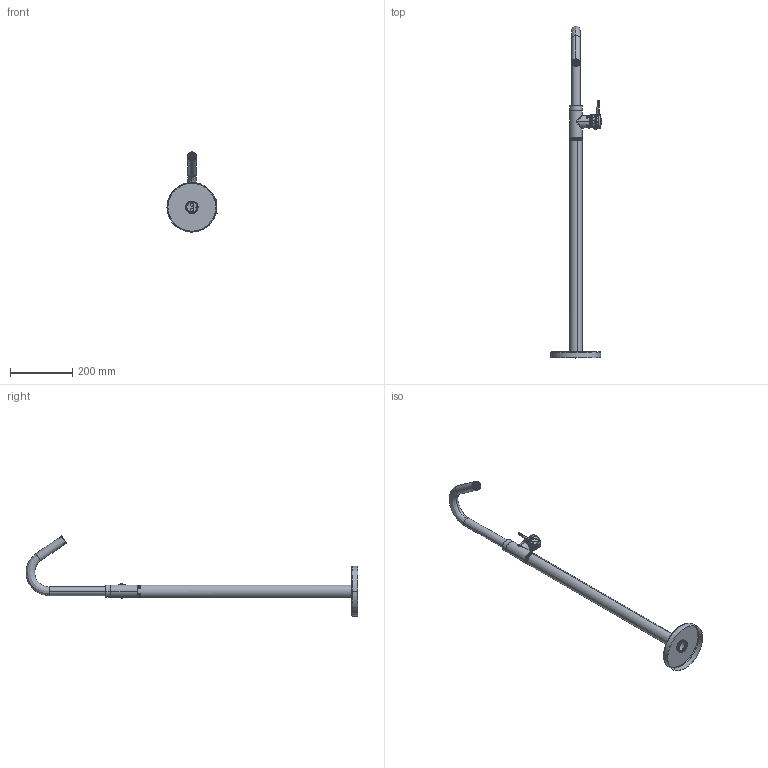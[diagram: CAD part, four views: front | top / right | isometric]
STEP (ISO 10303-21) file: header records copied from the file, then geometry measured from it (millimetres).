
FILE_DESCRIPTION (( 'STEP AP203' ), '1' );
FILE_NAME ('59A307694.STEP', '2025-11-05T09:54:46', ( '' ), ( '' ), 'SwSTEP 2.0', 'SolidWorks 2021', '' );
FILE_SCHEMA (( 'CONFIG_CONTROL_DESIGN' ));
Length unit declared in the file: millimetre
Products named in the file (1): 59A307694
Bounding box: 160.87 x 1067.6 x 257.98 mm (x, y, z)
Volume: 353580.5 mm3; surface area: 360498.5 mm2
Topology: 10 solids, 10 shells, 1781 faces, 4576 edges, 3011 vertices
Faces by surface type: plane 1220, cylinder 400, bspline 122, cone 26, torus 11, sphere 2
Entity records: 77266 total; most frequent: CARTESIAN_POINT 35553, ORIENTED_EDGE 9096, DIRECTION 7665, EDGE_CURVE 4548, LINE 3237, VECTOR 3237, VERTEX_POINT 3011, AXIS2_PLACEMENT_3D 2214
